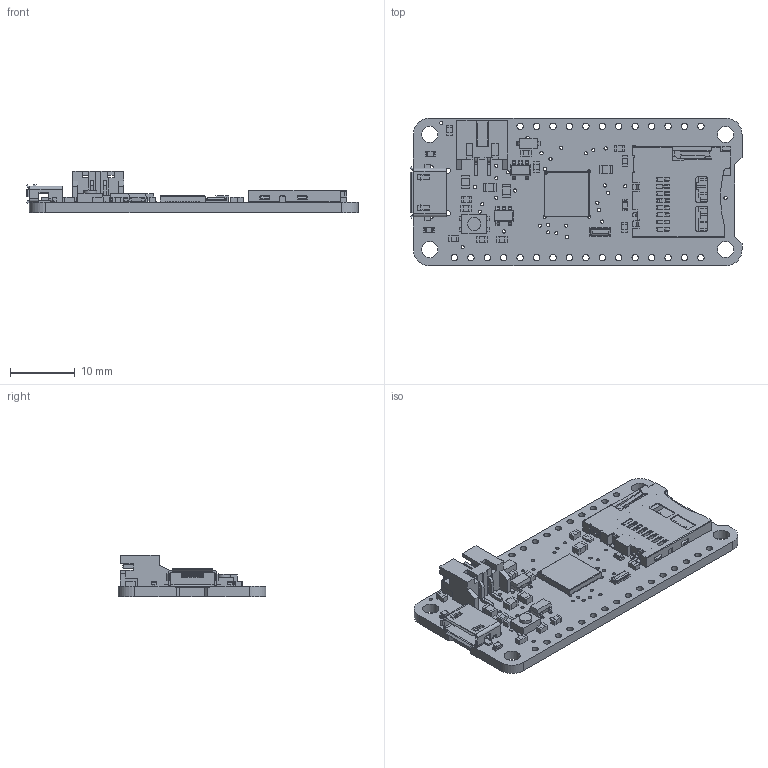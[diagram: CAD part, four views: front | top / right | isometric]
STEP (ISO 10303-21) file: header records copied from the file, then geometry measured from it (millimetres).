
FILE_DESCRIPTION(/* description */ (''),/* implementation_level */ '2;1');
FILE_NAME(/* name */ 'PCB Component.step',/* time_stamp */ '2022-10-12T14:39:15-04:00',/* author */ (''),/* organization */ (''),/* preprocessor_version */ 'ST-DEVELOPER v19',/* originating_system */ 'Autodesk Translation Framework v11.7.0.108',/* authorisation */ '');
FILE_SCHEMA (('AUTOMOTIVE_DESIGN { 1 0 10303 214 3 1 1 }'));
Length unit declared in the file: millimetre
Products named in the file (14): PCB Component; Board; 10µF; 100k; GREEN; ATMEGA32U4-MU; SPST_TACT-KMR2; 8MHz; microUSB; MCP73831T-2ACI/OT; MBR120; JSTPH; microsd; 100K_1
Assembly tree (28 placements, depth 2):
  PCB Component
    Board
    10µF  x4
    100k  x10
    GREEN  x3
    ATMEGA32U4-MU
    SPST_TACT-KMR2
    8MHz
    microUSB
    MCP73831T-2ACI/OT  x2
    MBR120
    JSTPH
    microsd
    100K_1
Bounding box: 51.32 x 22.86 x 6.37 mm (x, y, z)
Volume: 2137 mm3; surface area: 4680.5 mm2
Topology: 100 solids, 100 shells, 2213 faces, 5967 edges, 3933 vertices
Faces by surface type: plane 1749, cylinder 448, bspline 16
Full cylindrical faces by diameter (mm): 0.3 x1, 0.5 x52, 0.7 x2, 0.8 x2, 1 x28, 2 x1, 2.5 x2, 2.54 x2
Entity records: 59901 total; most frequent: CARTESIAN_POINT 10499, ORIENTED_EDGE 10016, DIRECTION 9615, EDGE_CURVE 5008, LINE 4157, VECTOR 4157, VERTEX_POINT 3301, AXIS2_PLACEMENT_3D 2729
